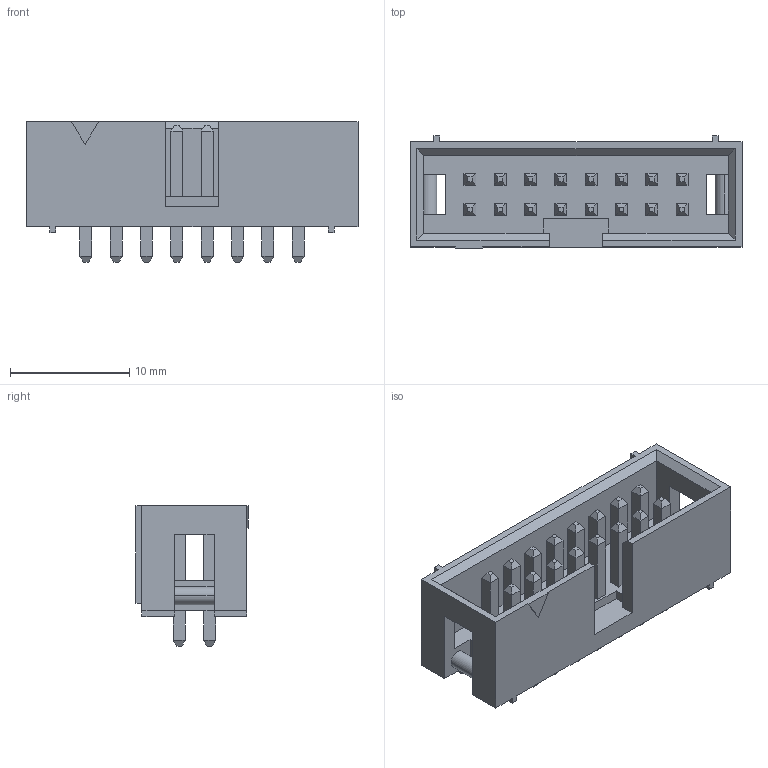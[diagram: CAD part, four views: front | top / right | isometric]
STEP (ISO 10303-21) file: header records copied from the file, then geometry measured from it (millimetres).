
FILE_DESCRIPTION (( 'STEP AP214' ), '1' );
FILE_NAME ('SW3dPS-HDB-16.STEP', '2009-10-29T01:24:14', ( 'sysAdmin' ), ( 'SolidWorks' ), 'SwSTEP 2.0', 'SolidWorks 2009', '' );
FILE_SCHEMA (( 'AUTOMOTIVE_DESIGN' ));
Length unit declared in the file: millimetre
Products named in the file (1): SW3dPS-HDB-16
Bounding box: 27.82 x 9.4 x 11.8 mm (x, y, z)
Volume: 1118.3 mm3; surface area: 2035.6 mm2
Topology: 1 solids, 1 shells, 354 faces, 840 edges, 516 vertices
Faces by surface type: plane 350, cylinder 4
Entity records: 13067 total; most frequent: CARTESIAN_POINT 1711, ORIENTED_EDGE 1680, DIRECTION 1558, EDGE_CURVE 840, VECTOR 832, LINE 832, VERTEX_POINT 516, EDGE_LOOP 390
